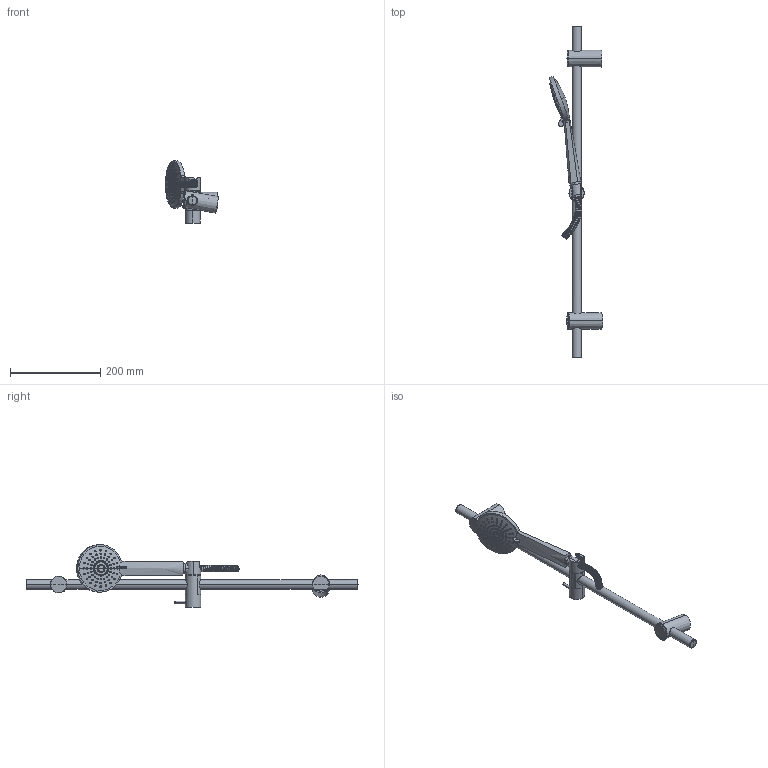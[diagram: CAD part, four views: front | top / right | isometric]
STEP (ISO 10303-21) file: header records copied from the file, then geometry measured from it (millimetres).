
FILE_DESCRIPTION((''),'2;1');
FILE_NAME('ZSAL194CR','2021-11-15T13:43:05',('ut3'),('PAFFONI SpA'),'CREO PARAMETRIC BY PTC INC, 2020044','CREO PARAMETRIC BY PTC INC, 2020044','');
FILE_SCHEMA(('CONFIG_CONTROL_DESIGN','SHAPE_APPEARANCE_LAYERS_GROUPS'));
Length unit declared in the file: millimetre
Products named in the file (1): ZSAL194CR
Bounding box: 117.82 x 734 x 138.48 mm (x, y, z)
Surface area: 153940.1 mm2 (no closed solid volume)
Topology: 0 solids, 17 shells, 487 faces, 1309 edges, 887 vertices
Faces by surface type: cylinder 238, sphere 104, bspline 64, plane 47, torus 20, cone 14
Entity records: 32697 total; most frequent: CARTESIAN_POINT 19253, ORIENTED_EDGE 2329, DIRECTION 1667, EDGE_CURVE 1290, VERTEX_POINT 885, B_SPLINE_CURVE_WITH_KNOTS 690, AXIS2_PLACEMENT_3D 648, EDGE_LOOP 586
